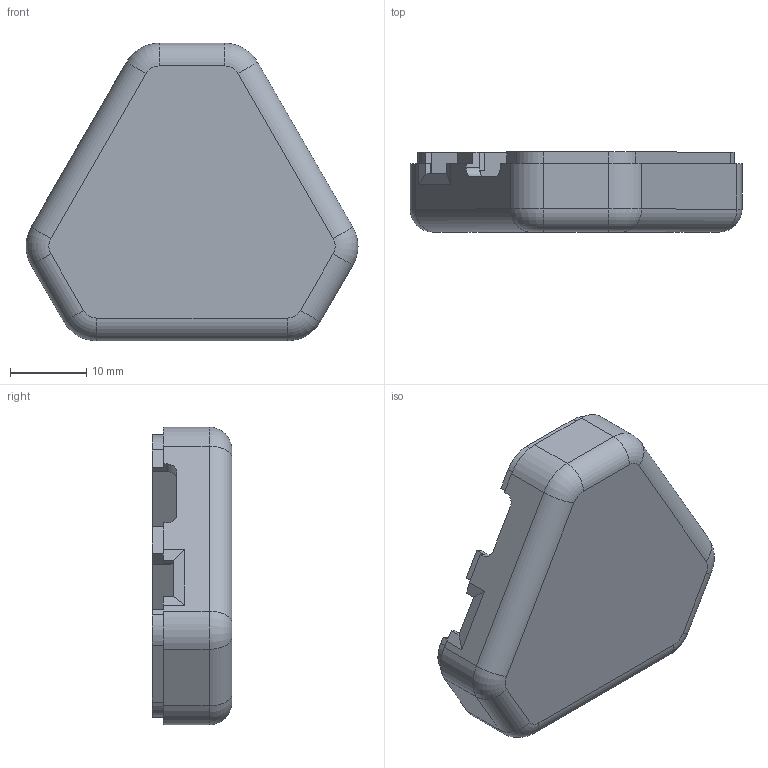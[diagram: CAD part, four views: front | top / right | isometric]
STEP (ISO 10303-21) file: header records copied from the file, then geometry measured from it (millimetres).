
FILE_DESCRIPTION (( 'STEP AP214' ), '1' );
FILE_NAME ('4th try.STEP', '2024-04-27T21:26:35', ( '' ), ( '' ), 'SwSTEP 2.0', 'SolidWorks 2023', '' );
FILE_SCHEMA (( 'AUTOMOTIVE_DESIGN' ));
Length unit declared in the file: millimetre
Products named in the file (1): 4th try
Bounding box: 43.66 x 10.5 x 39.15 mm (x, y, z)
Volume: 4058.7 mm3; surface area: 4883.4 mm2
Topology: 1 solids, 1 shells, 104 faces, 282 edges, 180 vertices
Faces by surface type: plane 60, cylinder 33, torus 11
Entity records: 3281 total; most frequent: CARTESIAN_POINT 599, ORIENTED_EDGE 564, DIRECTION 558, EDGE_CURVE 282, LINE 200, VECTOR 200, VERTEX_POINT 180, AXIS2_PLACEMENT_3D 179
